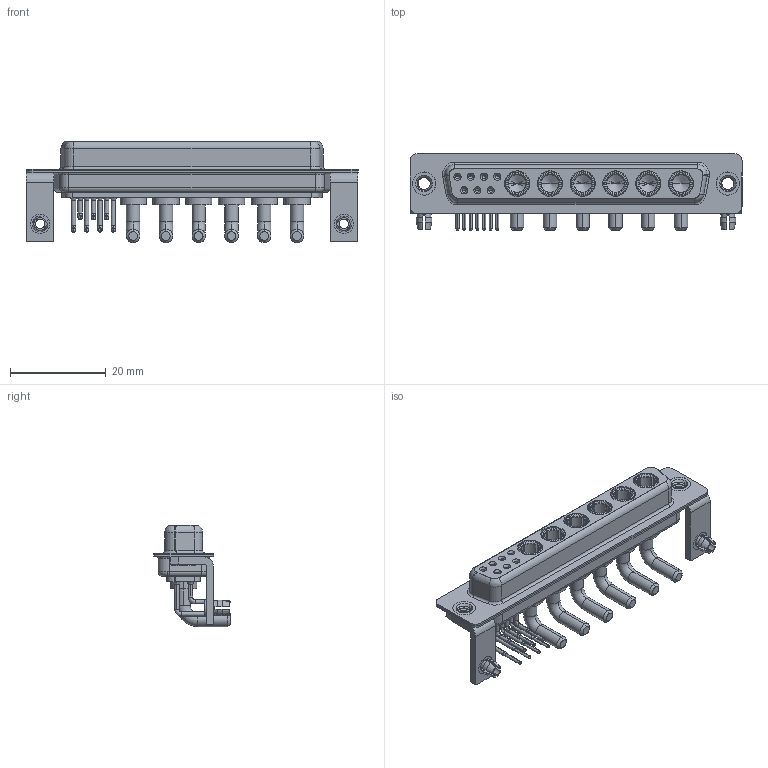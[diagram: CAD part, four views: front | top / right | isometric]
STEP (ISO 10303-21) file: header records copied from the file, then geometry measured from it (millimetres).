
FILE_DESCRIPTION (( 'STEP AP203' ), '1' );
FILE_NAME ('630-13W6240-2TB.STEP', '2022-06-03T11:08:48', ( '' ), ( '' ), 'SwSTEP 2.0', 'SolidWorks 2020', '' );
FILE_SCHEMA (( 'CONFIG_CONTROL_DESIGN' ));
Length unit declared in the file: millimetre
Products named in the file (10): 630-13W6240-2TB; 630Combo Housing_13W6; Power Socket_20A RA; 630Combo Shell Front_37 Contacts; 630Combo Stabilizer Bracket; 630Combo Contact Row 1; 630Combo Threaded Rivet_B; 630Combo Shell Rear_37 Contacts; 630Combo Board Lock; 630Combo Contact Row 2
Assembly tree (22 placements, depth 2):
  630-13W6240-2TB
    630Combo Housing_13W6
    630Combo Shell Front_37 Contacts
    630Combo Shell Rear_37 Contacts
    630Combo Threaded Rivet_B  x2
    630Combo Stabilizer Bracket  x2
    630Combo Board Lock  x2
    Power Socket_20A RA  x6
    630Combo Contact Row 1  x4
    630Combo Contact Row 2  x3
Bounding box: 69.4 x 16 x 21.2 mm (x, y, z)
Volume: 5973.4 mm3; surface area: 13024 mm2
Topology: 28 solids, 28 shells, 1248 faces, 3210 edges, 2046 vertices
Faces by surface type: cylinder 498, plane 414, cone 203, torus 93, bspline 40
Entity records: 20749 total; most frequent: CARTESIAN_POINT 5012, DIRECTION 3224, ORIENTED_EDGE 2880, EDGE_CURVE 1440, AXIS2_PLACEMENT_3D 1315, VERTEX_POINT 921, CIRCLE 717, EDGE_LOOP 677
